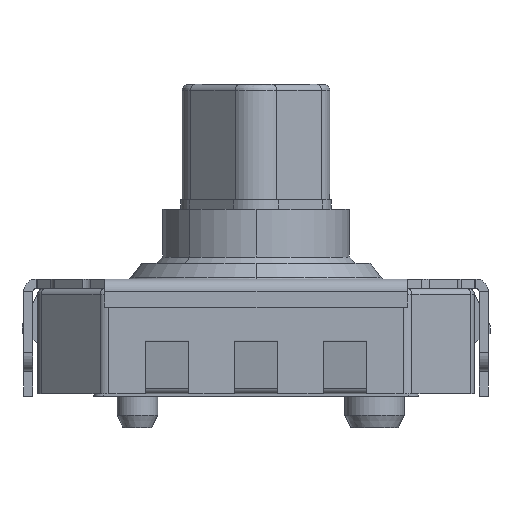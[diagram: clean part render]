
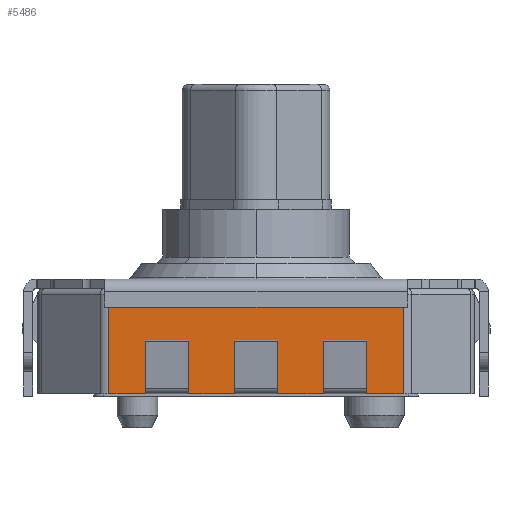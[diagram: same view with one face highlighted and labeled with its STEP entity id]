
A CAD part, left-side view. The second image highlights one B-rep face of the part: STEP entity #5486.
In plain terms, the highlighted planar face has unit normal (-1, 0, 0).
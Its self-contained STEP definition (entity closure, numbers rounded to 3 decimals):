
#1651 = EDGE_CURVE ( 'NONE', #1652, #1653, #4508, .T. ) ;
#1652 = VERTEX_POINT ( 'NONE', #4504 ) ;
#1653 = VERTEX_POINT ( 'NONE', #4503 ) ;
#1682 = VERTEX_POINT ( 'NONE', #4472 ) ;
#1688 = EDGE_CURVE ( 'NONE', #1841, #1840, #4466, .T. ) ;
#1695 = EDGE_CURVE ( 'NONE', #1836, #1696, #4597, .T. ) ;
#1696 = VERTEX_POINT ( 'NONE', #4593 ) ;
#1700 = EDGE_CURVE ( 'NONE', #1753, #1701, #4592, .T. ) ;
#1701 = VERTEX_POINT ( 'NONE', #4588 ) ;
#1753 = VERTEX_POINT ( 'NONE', #4809 ) ;
#1755 = EDGE_CURVE ( 'NONE', #1701, #1682, #4694, .T. ) ;
#1836 = VERTEX_POINT ( 'NONE', #4897 ) ;
#1840 = VERTEX_POINT ( 'NONE', #4932 ) ;
#1841 = VERTEX_POINT ( 'NONE', #4931 ) ;
#1846 = EDGE_CURVE ( 'NONE', #1653, #1836, #4929, .T. ) ;
#4362 = EDGE_CURVE ( 'NONE', #4364, #4363, #7127, .T. ) ;
#4363 = VERTEX_POINT ( 'NONE', #7123 ) ;
#4364 = VERTEX_POINT ( 'NONE', #7122 ) ;
#4376 = VERTEX_POINT ( 'NONE', #7179 ) ;
#4463 = DIRECTION ( 'NONE',  ( 0., 0., -1. ) ) ;
#4464 = VECTOR ( 'NONE', #4463, 1000. ) ;
#4465 = CARTESIAN_POINT ( 'NONE',  ( -3.5, 0.35, 1.73 ) ) ;
#4466 = LINE ( 'NONE', #4465, #4464 ) ;
#4472 = CARTESIAN_POINT ( 'NONE',  ( -3.5, -1.075, 0.14 ) ) ;
#4503 = CARTESIAN_POINT ( 'NONE',  ( -3.5, 1.075, 0.14 ) ) ;
#4504 = CARTESIAN_POINT ( 'NONE',  ( -3.5, 1.075, 0.04 ) ) ;
#4505 = DIRECTION ( 'NONE',  ( 0., 0., 1. ) ) ;
#4506 = VECTOR ( 'NONE', #4505, 1000. ) ;
#4507 = CARTESIAN_POINT ( 'NONE',  ( -3.5, 1.075, 1.73 ) ) ;
#4508 = LINE ( 'NONE', #4507, #4506 ) ;
#4588 = CARTESIAN_POINT ( 'NONE',  ( -3.5, -1.775, 0.14 ) ) ;
#4589 = DIRECTION ( 'NONE',  ( 0., 0., 1. ) ) ;
#4590 = VECTOR ( 'NONE', #4589, 1000. ) ;
#4591 = CARTESIAN_POINT ( 'NONE',  ( -3.5, -1.775, 1.73 ) ) ;
#4592 = LINE ( 'NONE', #4591, #4590 ) ;
#4593 = CARTESIAN_POINT ( 'NONE',  ( -3.5, 1.775, 0.04 ) ) ;
#4594 = DIRECTION ( 'NONE',  ( 0., 0., -1. ) ) ;
#4595 = VECTOR ( 'NONE', #4594, 1000. ) ;
#4596 = CARTESIAN_POINT ( 'NONE',  ( -3.5, 1.775, 1.73 ) ) ;
#4597 = LINE ( 'NONE', #4596, #4595 ) ;
#4691 = DIRECTION ( 'NONE',  ( 0., 1., 0. ) ) ;
#4692 = VECTOR ( 'NONE', #4691, 1000. ) ;
#4693 = CARTESIAN_POINT ( 'NONE',  ( -3.5, 0., 0.14 ) ) ;
#4694 = LINE ( 'NONE', #4693, #4692 ) ;
#4809 = CARTESIAN_POINT ( 'NONE',  ( -3.5, -1.775, 0.04 ) ) ;
#4845 = EDGE_CURVE ( 'NONE', #4852, #4376, #7248, .T. ) ;
#4852 = VERTEX_POINT ( 'NONE', #7278 ) ;
#4897 = CARTESIAN_POINT ( 'NONE',  ( -3.5, 1.775, 0.14 ) ) ;
#4926 = DIRECTION ( 'NONE',  ( 0., 1., 0. ) ) ;
#4927 = VECTOR ( 'NONE', #4926, 1000. ) ;
#4928 = CARTESIAN_POINT ( 'NONE',  ( -3.5, 0., 0.14 ) ) ;
#4929 = LINE ( 'NONE', #4928, #4927 ) ;
#4931 = CARTESIAN_POINT ( 'NONE',  ( -3.5, 0.35, 0.14 ) ) ;
#4932 = CARTESIAN_POINT ( 'NONE',  ( -3.5, 0.35, 0.04 ) ) ;
#5480 = EDGE_CURVE ( 'NONE', #1696, #4364, #6648, .T. ) ;
#5481 = ORIENTED_EDGE ( 'NONE', *, *, #1695, .F. ) ;
#5482 = ORIENTED_EDGE ( 'NONE', *, *, #1846, .F. ) ;
#5484 = ORIENTED_EDGE ( 'NONE', *, *, #1651, .F. ) ;
#5485 = ORIENTED_EDGE ( 'NONE', *, *, #5562, .F. ) ;
#5486 = ADVANCED_FACE ( 'NONE', ( #6643 ), #6687, .F. ) ;
#5487 = EDGE_LOOP ( 'NONE', ( #5560, #5572, #5561, #5494, #5495, #5585, #5574, #5575, #5570, #5571, #5481, #5482, #5484, #5485, #5563, #5564 ) ) ;
#5494 = ORIENTED_EDGE ( 'NONE', *, *, #1755, .F. ) ;
#5495 = ORIENTED_EDGE ( 'NONE', *, *, #1700, .F. ) ;
#5560 = ORIENTED_EDGE ( 'NONE', *, *, #6403, .F. ) ;
#5561 = ORIENTED_EDGE ( 'NONE', *, *, #6371, .F. ) ;
#5562 = EDGE_CURVE ( 'NONE', #1840, #1652, #11310, .T. ) ;
#5563 = ORIENTED_EDGE ( 'NONE', *, *, #1688, .F. ) ;
#5564 = ORIENTED_EDGE ( 'NONE', *, *, #6342, .F. ) ;
#5569 = EDGE_CURVE ( 'NONE', #4363, #4852, #11340, .T. ) ;
#5570 = ORIENTED_EDGE ( 'NONE', *, *, #4362, .F. ) ;
#5571 = ORIENTED_EDGE ( 'NONE', *, *, #5480, .F. ) ;
#5572 = ORIENTED_EDGE ( 'NONE', *, *, #5573, .F. ) ;
#5573 = EDGE_CURVE ( 'NONE', #6373, #6375, #11336, .T. ) ;
#5574 = ORIENTED_EDGE ( 'NONE', *, *, #4845, .F. ) ;
#5575 = ORIENTED_EDGE ( 'NONE', *, *, #5569, .F. ) ;
#5585 = ORIENTED_EDGE ( 'NONE', *, *, #5586, .F. ) ;
#5586 = EDGE_CURVE ( 'NONE', #4376, #1753, #11324, .T. ) ;
#6342 = EDGE_CURVE ( 'NONE', #6404, #1841, #8827, .T. ) ;
#6371 = EDGE_CURVE ( 'NONE', #1682, #6373, #8899, .T. ) ;
#6373 = VERTEX_POINT ( 'NONE', #8947 ) ;
#6375 = VERTEX_POINT ( 'NONE', #8946 ) ;
#6403 = EDGE_CURVE ( 'NONE', #6375, #6404, #8986, .T. ) ;
#6404 = VERTEX_POINT ( 'NONE', #8982 ) ;
#6643 = FACE_OUTER_BOUND ( 'NONE', #5487, .T. ) ;
#6645 = DIRECTION ( 'NONE',  ( 0., 1., 0. ) ) ;
#6646 = VECTOR ( 'NONE', #6645, 1000. ) ;
#6647 = CARTESIAN_POINT ( 'NONE',  ( -3.5, 0., 0.04 ) ) ;
#6648 = LINE ( 'NONE', #6647, #6646 ) ;
#6683 = DIRECTION ( 'NONE',  ( 0., 0., -1. ) ) ;
#6684 = DIRECTION ( 'NONE',  ( 1., 0., 0. ) ) ;
#6685 = CARTESIAN_POINT ( 'NONE',  ( -3.5, 0., 1.73 ) ) ;
#6686 = AXIS2_PLACEMENT_3D ( 'NONE', #6685, #6684, #6683 ) ;
#6687 = PLANE ( 'NONE',  #6686 ) ;
#7122 = CARTESIAN_POINT ( 'NONE',  ( -3.5, 2.357, 0.04 ) ) ;
#7123 = CARTESIAN_POINT ( 'NONE',  ( -3.5, 2.357, 1.63 ) ) ;
#7124 = DIRECTION ( 'NONE',  ( 0., 0., 1. ) ) ;
#7125 = VECTOR ( 'NONE', #7124, 1000. ) ;
#7126 = CARTESIAN_POINT ( 'NONE',  ( -3.5, 2.357, 1.73 ) ) ;
#7127 = LINE ( 'NONE', #7126, #7125 ) ;
#7179 = CARTESIAN_POINT ( 'NONE',  ( -3.5, -2.357, 0.04 ) ) ;
#7245 = DIRECTION ( 'NONE',  ( 0., 0., -1. ) ) ;
#7246 = VECTOR ( 'NONE', #7245, 1000. ) ;
#7247 = CARTESIAN_POINT ( 'NONE',  ( -3.5, -2.357, 1.73 ) ) ;
#7248 = LINE ( 'NONE', #7247, #7246 ) ;
#7278 = CARTESIAN_POINT ( 'NONE',  ( -3.5, -2.357, 1.63 ) ) ;
#8824 = DIRECTION ( 'NONE',  ( 0., 1., 0. ) ) ;
#8825 = VECTOR ( 'NONE', #8824, 1000. ) ;
#8826 = CARTESIAN_POINT ( 'NONE',  ( -3.5, 0., 0.14 ) ) ;
#8827 = LINE ( 'NONE', #8826, #8825 ) ;
#8896 = DIRECTION ( 'NONE',  ( 0., 0., -1. ) ) ;
#8897 = VECTOR ( 'NONE', #8896, 1000. ) ;
#8898 = CARTESIAN_POINT ( 'NONE',  ( -3.5, -1.075, 1.73 ) ) ;
#8899 = LINE ( 'NONE', #8898, #8897 ) ;
#8946 = CARTESIAN_POINT ( 'NONE',  ( -3.5, -0.35, 0.04 ) ) ;
#8947 = CARTESIAN_POINT ( 'NONE',  ( -3.5, -1.075, 0.04 ) ) ;
#8982 = CARTESIAN_POINT ( 'NONE',  ( -3.5, -0.35, 0.14 ) ) ;
#8983 = DIRECTION ( 'NONE',  ( 0., 0., 1. ) ) ;
#8984 = VECTOR ( 'NONE', #8983, 1000. ) ;
#8985 = CARTESIAN_POINT ( 'NONE',  ( -3.5, -0.35, 1.73 ) ) ;
#8986 = LINE ( 'NONE', #8985, #8984 ) ;
#11307 = DIRECTION ( 'NONE',  ( 0., 1., 0. ) ) ;
#11308 = VECTOR ( 'NONE', #11307, 1000. ) ;
#11309 = CARTESIAN_POINT ( 'NONE',  ( -3.5, 0., 0.04 ) ) ;
#11310 = LINE ( 'NONE', #11309, #11308 ) ;
#11321 = DIRECTION ( 'NONE',  ( 0., 1., 0. ) ) ;
#11322 = VECTOR ( 'NONE', #11321, 1000. ) ;
#11323 = CARTESIAN_POINT ( 'NONE',  ( -3.5, 0., 0.04 ) ) ;
#11324 = LINE ( 'NONE', #11323, #11322 ) ;
#11333 = DIRECTION ( 'NONE',  ( 0., 1., 0. ) ) ;
#11334 = VECTOR ( 'NONE', #11333, 1000. ) ;
#11335 = CARTESIAN_POINT ( 'NONE',  ( -3.5, 0., 0.04 ) ) ;
#11336 = LINE ( 'NONE', #11335, #11334 ) ;
#11337 = DIRECTION ( 'NONE',  ( 0., -1., 0. ) ) ;
#11338 = VECTOR ( 'NONE', #11337, 1000. ) ;
#11339 = CARTESIAN_POINT ( 'NONE',  ( -3.5, 2.357, 1.63 ) ) ;
#11340 = LINE ( 'NONE', #11339, #11338 ) ;
